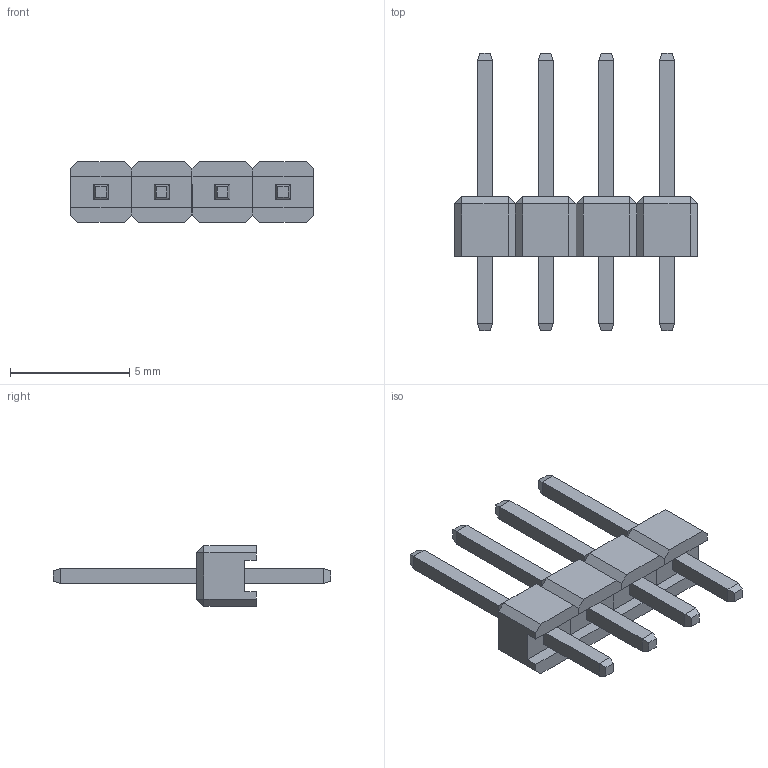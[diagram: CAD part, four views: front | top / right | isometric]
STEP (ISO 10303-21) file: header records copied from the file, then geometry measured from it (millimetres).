
FILE_DESCRIPTION(('FreeCAD Model'),'2;1');
FILE_NAME('Open CASCADE Shape Model','2023-09-26T23:28:28',(''),(''), 'Open CASCADE STEP processor 7.6','FreeCAD','Unknown');
FILE_SCHEMA(('AUTOMOTIVE_DESIGN { 1 0 10303 214 1 1 1 1 }'));
Length unit declared in the file: millimetre
Products named in the file (1): Header_Male_1x4x11.6 v2
Bounding box: 10.16 x 11.6 x 2.54 mm (x, y, z)
Volume: 70 mm3; surface area: 279.6 mm2
Topology: 8 solids, 8 shells, 160 faces, 1056 edges, 3024 vertices
Faces by surface type: plane 160
Entity records: 17772 total; most frequent: CARTESIAN_POINT 4945, DIRECTION 2082, LINE 1760, VECTOR 1760, GEOMETRIC_CURVE_SET 705, ORIENTED_EDGE 704, PCURVE 704, DEFINITIONAL_REPRESENTATION 704
